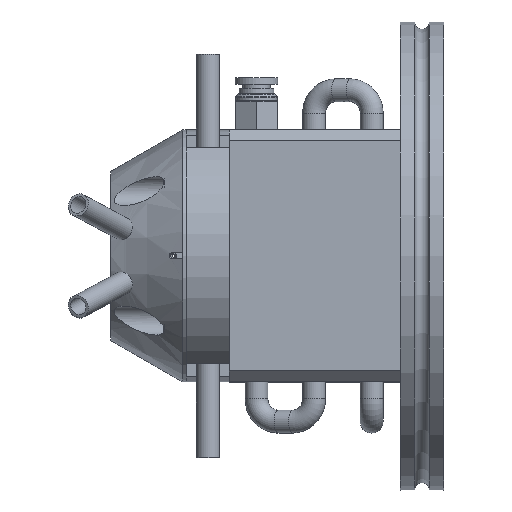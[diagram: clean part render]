
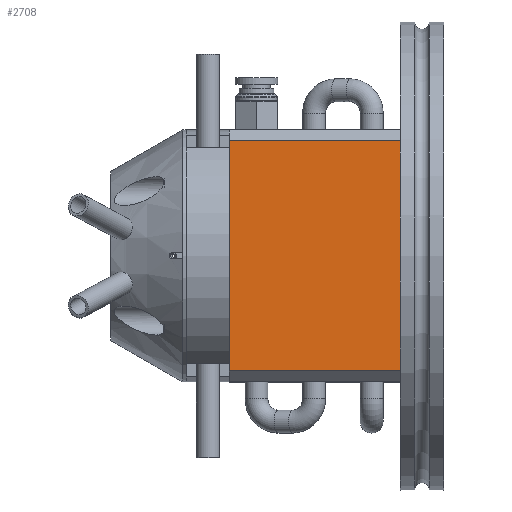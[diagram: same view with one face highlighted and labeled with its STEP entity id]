
A CAD part, top view. The second image highlights one B-rep face of the part: STEP entity #2708.
In plain terms, the highlighted planar face has unit normal (0, 0, 1).
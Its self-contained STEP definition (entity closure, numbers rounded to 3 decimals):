
#591=CARTESIAN_POINT('',(18.5,-32.,35.));
#592=VERTEX_POINT('',#591);
#609=CARTESIAN_POINT('',(66.,-32.,35.));
#610=VERTEX_POINT('',#609);
#617=CARTESIAN_POINT('',(66.,-32.,35.));
#618=DIRECTION('',(-1.,-0.,-0.));
#619=VECTOR('',#618,47.5);
#620=LINE('',#617,#619);
#621=EDGE_CURVE('0:4447',#610,#592,#620,.T.);
#633=CARTESIAN_POINT('',(18.5,32.,35.));
#634=VERTEX_POINT('',#633);
#641=CARTESIAN_POINT('',(66.,32.,35.));
#642=VERTEX_POINT('',#641);
#643=CARTESIAN_POINT('',(66.,32.,35.));
#644=DIRECTION('',(-1.,0.,-0.));
#645=VECTOR('',#644,47.5);
#646=LINE('',#643,#645);
#647=EDGE_CURVE('0:4441',#642,#634,#646,.T.);
#2620=CARTESIAN_POINT('',(66.,-32.,35.));
#2621=DIRECTION('',(0.,1.,-0.));
#2622=VECTOR('',#2621,64.);
#2623=LINE('',#2620,#2622);
#2624=EDGE_CURVE('0:4444',#610,#642,#2623,.T.);
#2692=CARTESIAN_POINT('',(66.,35.,35.));
#2693=DIRECTION('',(0.,0.,-1.));
#2694=DIRECTION('',(0.,-1.,0.));
#2695=AXIS2_PLACEMENT_3D('',#2692,#2693,#2694);
#2696=PLANE('',#2695);
#2697=CARTESIAN_POINT('',(18.5,-32.,35.));
#2698=DIRECTION('',(-0.,1.,-0.));
#2699=VECTOR('',#2698,64.);
#2700=LINE('',#2697,#2699);
#2701=EDGE_CURVE('0:4507',#592,#634,#2700,.T.);
#2702=ORIENTED_EDGE('',*,*,#2701,.F.);
#2703=ORIENTED_EDGE('',*,*,#621,.F.);
#2704=ORIENTED_EDGE('',*,*,#2624,.T.);
#2705=ORIENTED_EDGE('',*,*,#647,.T.);
#2706=EDGE_LOOP('',(#2702,#2703,#2704,#2705));
#2707=FACE_BOUND('',#2706,.T.);
#2708=ADVANCED_FACE('0:4213',(#2707),#2696,.F.);
